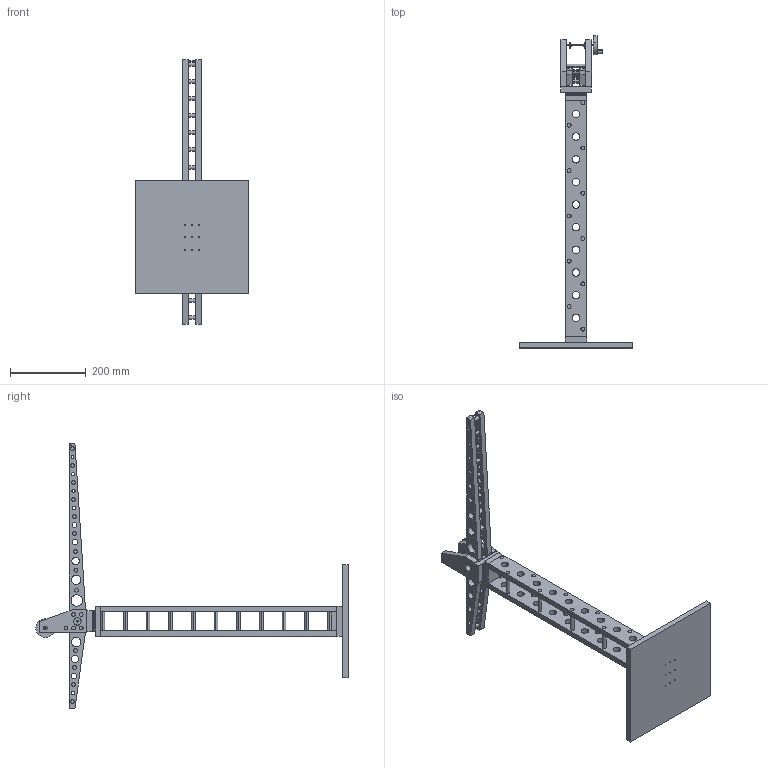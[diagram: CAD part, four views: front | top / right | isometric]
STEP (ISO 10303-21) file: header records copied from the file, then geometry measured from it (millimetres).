
FILE_DESCRIPTION (( 'STEP AP214' ), '1' );
FILE_NAME ('Zacks crane.STEP', '2017-03-17T10:04:21', ( 'ABB' ), ( 'ABB' ), 'SwSTEP 2.0', 'SolidWorks 2016', '' );
FILE_SCHEMA (( 'AUTOMOTIVE_DESIGN' ));
Length unit declared in the file: millimetre
Products named in the file (22): Strut dowl; Strut dowl_Tower; Lazy suzan bearing; Drum axel; 3mm nail with head removed; Strut dowl_Handle; Crane house; tower; Drum; Zacks crane; hex nut style 1 gradeab_iso_ISO - 4032 - M3 - W - N; base plate; tower ends; crane boom; tower base strenghener; Crane Boom; Strut dowl_Drum; tower house; plain washer large grade ac_iso_Washer ISO 7093 - 5; lazy suzan bearing; Tower; Handle wheel
Assembly tree (60 placements, depth 4):
  Zacks crane
    Tower
      tower  x2
      tower ends  x2
      Strut dowl_Tower  x11
      base plate
      tower base strenghener
    Crane Boom
      crane boom  x2
      Strut dowl  x13
      3mm nail with head removed
    Lazy suzan bearing
      lazy suzan bearing  x2
    Crane house
      Drum
        Strut dowl_Drum  x2
        hex nut style 1 gradeab_iso_ISO - 4032 - M3 - W - N  x5
        Drum axel
        plain washer large grade ac_iso_Washer ISO 7093 - 5  x2
        Handle wheel
        Strut dowl_Handle
      tower house  x2
      Strut dowl_Tower  x5
      tower ends
Bounding box: 300 x 826.96 x 700 mm (x, y, z)
Volume: 3377928.6 mm3; surface area: 716971.3 mm2
Topology: 55 solids, 55 shells, 712 faces, 1685 edges, 1083 vertices
Faces by surface type: cylinder 419, plane 238, cone 50, bspline 2, sphere 2, torus 1
Entity records: 10562 total; most frequent: DIRECTION 1850, CARTESIAN_POINT 1716, ORIENTED_EDGE 1488, AXIS2_PLACEMENT_3D 763, EDGE_CURVE 744, VERTEX_POINT 485, EDGE_LOOP 451, CIRCLE 404
